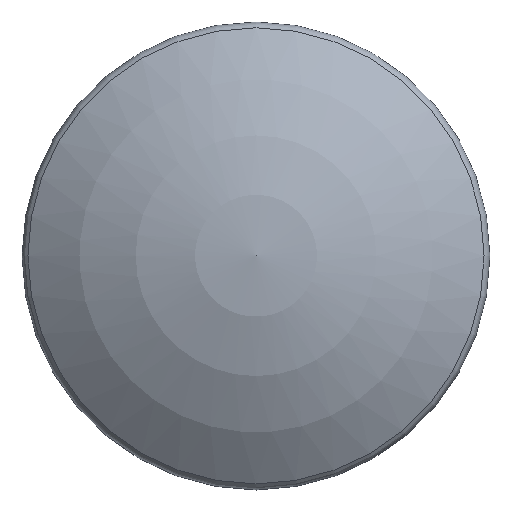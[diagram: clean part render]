
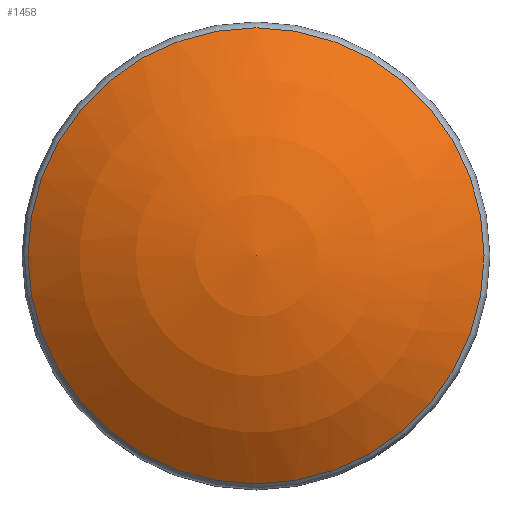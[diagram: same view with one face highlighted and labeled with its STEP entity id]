
A CAD part, top view. The second image highlights one B-rep face of the part: STEP entity #1458.
In plain terms, the highlighted spherical face has radius 12.794 mm.
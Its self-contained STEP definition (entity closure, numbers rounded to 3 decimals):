
#95=SPHERICAL_SURFACE('',#1695,12.794);
#188=FACE_OUTER_BOUND('',#285,.T.);
#285=EDGE_LOOP('',(#1290,#1291,#1292,#1293,#1294));
#569=CIRCLE('',#1691,7.74);
#570=CIRCLE('',#1692,7.74);
#571=CIRCLE('',#1693,7.74);
#573=CIRCLE('',#1696,12.794);
#693=VERTEX_POINT('',#2687);
#694=VERTEX_POINT('',#2689);
#695=VERTEX_POINT('',#2691);
#696=VERTEX_POINT('',#2696);
#904=EDGE_CURVE('',#693,#694,#569,.T.);
#905=EDGE_CURVE('',#694,#695,#570,.T.);
#906=EDGE_CURVE('',#695,#693,#571,.T.);
#908=EDGE_CURVE('',#695,#696,#573,.T.);
#1290=ORIENTED_EDGE('',*,*,#905,.F.);
#1291=ORIENTED_EDGE('',*,*,#904,.F.);
#1292=ORIENTED_EDGE('',*,*,#906,.F.);
#1293=ORIENTED_EDGE('',*,*,#908,.T.);
#1294=ORIENTED_EDGE('',*,*,#908,.F.);
#1458=ADVANCED_FACE('',(#188),#95,.T.);
#1691=AXIS2_PLACEMENT_3D('',#2690,#2206,#2207);
#1692=AXIS2_PLACEMENT_3D('',#2692,#2208,#2209);
#1693=AXIS2_PLACEMENT_3D('',#2693,#2210,#2211);
#1695=AXIS2_PLACEMENT_3D('',#2695,#2214,#2215);
#1696=AXIS2_PLACEMENT_3D('',#2697,#2216,#2217);
#2206=DIRECTION('center_axis',(0.,0.,-1.));
#2207=DIRECTION('ref_axis',(0.,1.,0.));
#2208=DIRECTION('center_axis',(0.,0.,-1.));
#2209=DIRECTION('ref_axis',(0.,1.,0.));
#2210=DIRECTION('center_axis',(0.,0.,-1.));
#2211=DIRECTION('ref_axis',(0.,1.,0.));
#2214=DIRECTION('center_axis',(0.,0.,1.));
#2215=DIRECTION('ref_axis',(1.,0.,0.));
#2216=DIRECTION('center_axis',(0.,1.,0.));
#2217=DIRECTION('ref_axis',(-1.,0.,0.));
#2687=CARTESIAN_POINT('',(7.74,0.,4.403));
#2689=CARTESIAN_POINT('',(0.,-7.74,4.403));
#2690=CARTESIAN_POINT('Origin',(0.,0.,4.403));
#2691=CARTESIAN_POINT('',(-7.74,0.,4.403));
#2692=CARTESIAN_POINT('Origin',(0.,0.,4.403));
#2693=CARTESIAN_POINT('Origin',(0.,0.,4.403));
#2695=CARTESIAN_POINT('Origin',(0.,0.,-5.784));
#2696=CARTESIAN_POINT('',(0.,0.,7.01));
#2697=CARTESIAN_POINT('Origin',(0.,0.,-5.784));
